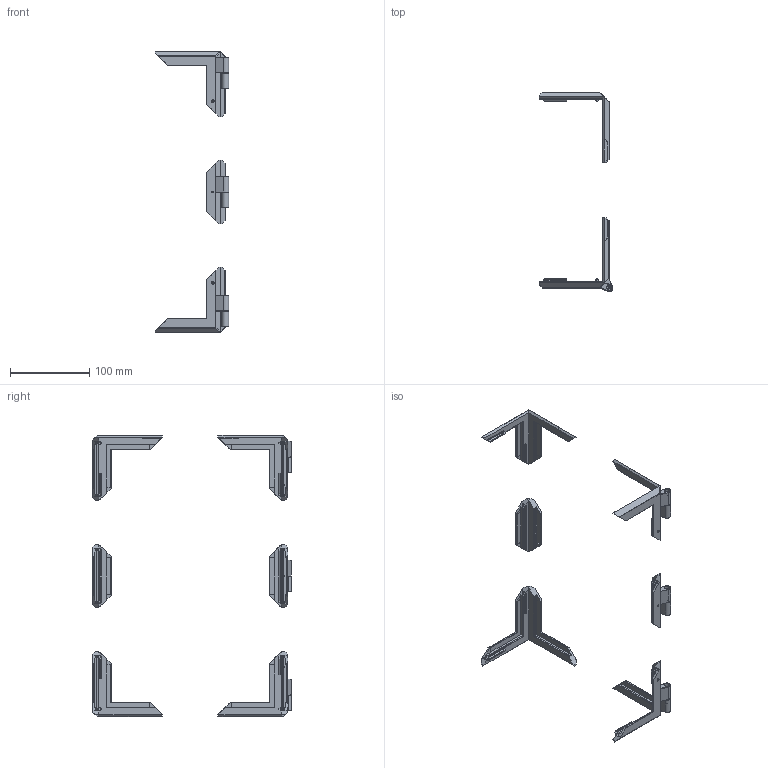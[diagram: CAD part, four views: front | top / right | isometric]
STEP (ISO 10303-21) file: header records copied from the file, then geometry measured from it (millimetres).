
FILE_DESCRIPTION(/* description */ (''),/* implementation_level */ '2;1');
FILE_NAME(/* name */ 'ZeroPanels v3 v3.step',/* time_stamp */ '2023-07-03T15:53:57-05:00',/* author */ (''),/* organization */ (''),/* preprocessor_version */ 'ST-DEVELOPER v19.2',/* originating_system */ 'Autodesk Translation Framework v12.6.0.85',/* authorisation */ '');
FILE_SCHEMA (('AUTOMOTIVE_DESIGN { 1 0 10303 214 3 1 1 }'));
Length unit declared in the file: millimetre
Products named in the file (1): ZeroPanels v3
Bounding box: 92.63 x 250.63 x 354.24 mm (x, y, z)
Volume: 147965.4 mm3; surface area: 95564.4 mm2
Topology: 14 solids, 14 shells, 794 faces, 2107 edges, 1348 vertices
Faces by surface type: plane 621, cylinder 150, torus 10, cone 8, sphere 5
Full cylindrical faces by diameter (mm): 2.3 x3, 3 x7, 6.1 x10
Entity records: 24331 total; most frequent: CARTESIAN_POINT 4372, ORIENTED_EDGE 4214, DIRECTION 4008, EDGE_CURVE 2107, LINE 1764, VECTOR 1764, VERTEX_POINT 1348, AXIS2_PLACEMENT_3D 1122
